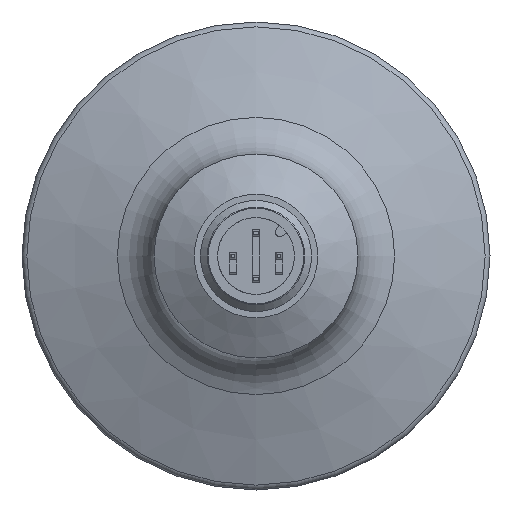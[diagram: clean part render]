
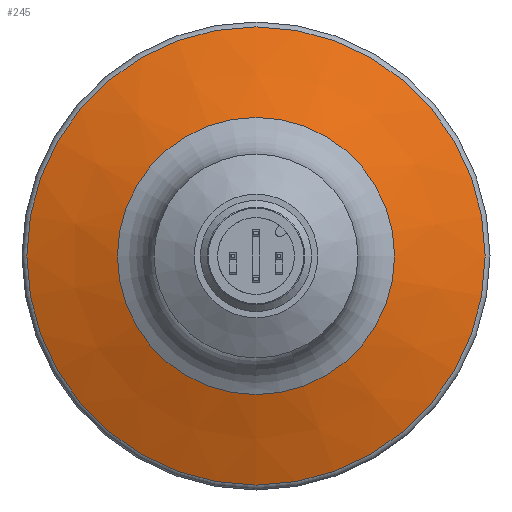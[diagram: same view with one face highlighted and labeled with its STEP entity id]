
A CAD part, front view. The second image highlights one B-rep face of the part: STEP entity #245.
In plain terms, the highlighted conical face has half-angle 70 degrees and reference radius 25.25 mm.
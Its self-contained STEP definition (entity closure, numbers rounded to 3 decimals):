
#245 = ADVANCED_FACE( '', ( #544, #545 ), #546, .T. );
#544 = FACE_OUTER_BOUND( '', #887, .T. );
#545 = FACE_BOUND( '', #888, .T. );
#546 = CONICAL_SURFACE( '', #889, 25.25, 1.222 );
#887 = EDGE_LOOP( '', ( #1532 ) );
#888 = EDGE_LOOP( '', ( #1533 ) );
#889 = AXIS2_PLACEMENT_3D( '', #1534, #1535, #1536 );
#1532 = ORIENTED_EDGE( '', *, *, #2186, .T. );
#1533 = ORIENTED_EDGE( '', *, *, #1995, .F. );
#1534 = CARTESIAN_POINT( '', ( 0., -4., 0. ) );
#1535 = DIRECTION( '', ( 0., 1., 0. ) );
#1536 = DIRECTION( '', ( 0., 0., 1. ) );
#1995 = EDGE_CURVE( '', #2391, #2391, #2392, .T. );
#2186 = EDGE_CURVE( '', #2688, #2688, #2689, .T. );
#2391 = VERTEX_POINT( '', #2945 );
#2392 = CIRCLE( '', #2946, 14.948 );
#2688 = VERTEX_POINT( '', #3344 );
#2689 = CIRCLE( '', #3345, 24.724 );
#2945 = CARTESIAN_POINT( '', ( 0., -7.75, -14.948 ) );
#2946 = AXIS2_PLACEMENT_3D( '', #3582, #3583, #3584 );
#3344 = CARTESIAN_POINT( '', ( 0., -4.192, -24.724 ) );
#3345 = AXIS2_PLACEMENT_3D( '', #3807, #3808, #3809 );
#3582 = CARTESIAN_POINT( '', ( 0., -7.75, 0. ) );
#3583 = DIRECTION( '', ( 0., -1., 0. ) );
#3584 = DIRECTION( '', ( 0., 0., -1. ) );
#3807 = CARTESIAN_POINT( '', ( 0., -4.192, 0. ) );
#3808 = DIRECTION( '', ( 0., -1., 0. ) );
#3809 = DIRECTION( '', ( 0., 0., -1. ) );
